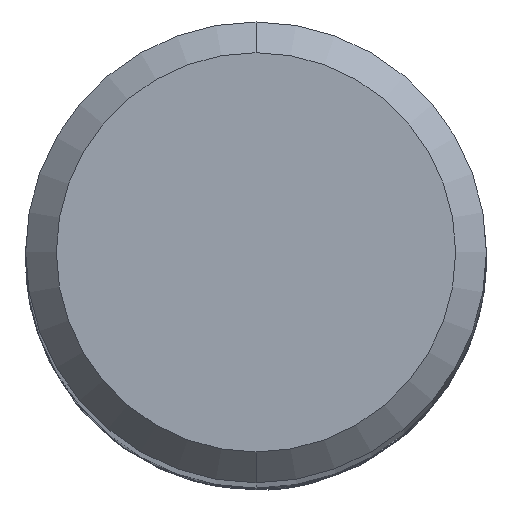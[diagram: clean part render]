
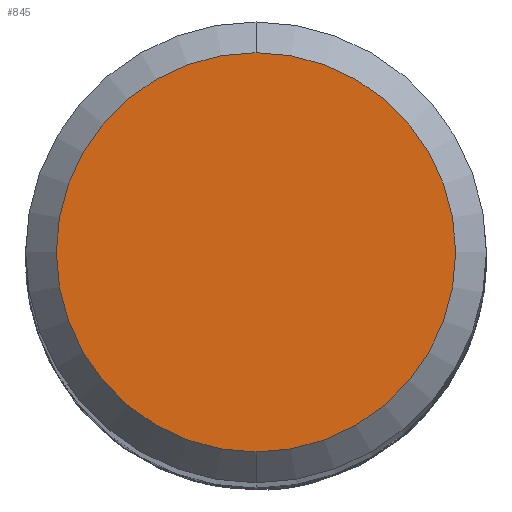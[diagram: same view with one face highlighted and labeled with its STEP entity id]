
A CAD part, top view. The second image highlights one B-rep face of the part: STEP entity #845.
In plain terms, the highlighted planar face has unit normal (0, 0, 1).
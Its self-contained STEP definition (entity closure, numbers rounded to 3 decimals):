
#651=VERTEX_POINT('',#1795);
#845=ADVANCED_FACE('',(#2010),#2011,.T.);
#1067=VERTEX_POINT('',#2252);
#1281=EDGE_CURVE('',#651,#1067,#2481,.T.);
#1421=EDGE_CURVE('',#1067,#651,#2636,.T.);
#1795=CARTESIAN_POINT('',(0.,-2.6,0.0));
#2010=FACE_OUTER_BOUND('',#5392,.T.);
#2011=PLANE('',#5393);
#2252=CARTESIAN_POINT('',(0.0,2.6,0.0));
#2481=CIRCLE('',#10269,2.6);
#2636=CIRCLE('',#11680,2.6);
#5392=EDGE_LOOP('',(#14438,#14439));
#5393=AXIS2_PLACEMENT_3D('',#14440,#14441,#14442);
#10269=AXIS2_PLACEMENT_3D('',#14833,#14834,#14835);
#11680=AXIS2_PLACEMENT_3D('',#14997,#14998,#14999);
#14438=ORIENTED_EDGE('',*,*,#1421,.F.);
#14439=ORIENTED_EDGE('',*,*,#1281,.F.);
#14440=CARTESIAN_POINT('',(0.0,1.3,0.0));
#14441=DIRECTION('',(-0.0,0.0,1.0));
#14442=DIRECTION('',(0.0,-1.0,0.0));
#14833=CARTESIAN_POINT('',(0.0,0.0,0.0));
#14834=DIRECTION('',(0.0,0.0,-1.0));
#14835=DIRECTION('',(0.0,1.0,0.0));
#14997=CARTESIAN_POINT('',(0.0,0.0,0.0));
#14998=DIRECTION('',(0.0,0.0,-1.0));
#14999=DIRECTION('',(0.0,1.0,0.0));
